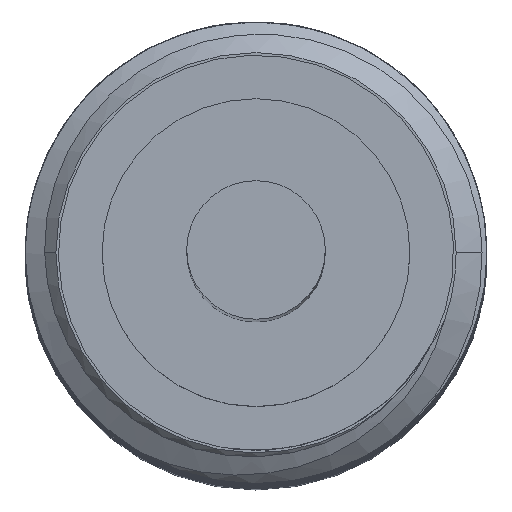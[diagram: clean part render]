
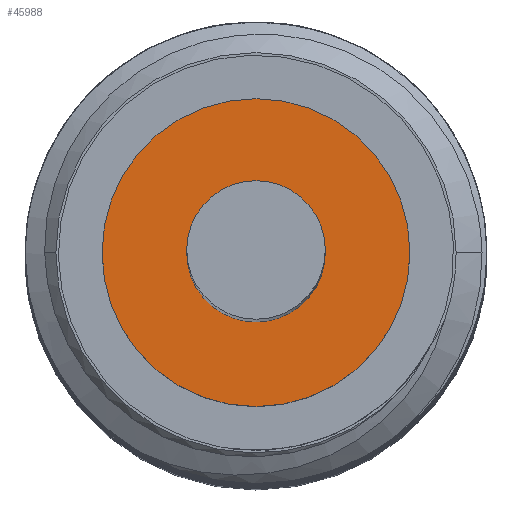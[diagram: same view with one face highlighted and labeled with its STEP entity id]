
A CAD part, top view. The second image highlights one B-rep face of the part: STEP entity #45988.
In plain terms, the highlighted planar face has unit normal (0, 0, 1).
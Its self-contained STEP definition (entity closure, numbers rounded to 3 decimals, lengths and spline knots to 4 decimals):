
#9839=CARTESIAN_POINT('',(0.,0.,21.));
#9840=DIRECTION('',(0.,0.,1.));
#9841=DIRECTION('',(-1.,0.,0.));
#9842=AXIS2_PLACEMENT_3D('',#9839,#9840,#9841);
#9844=CARTESIAN_POINT('',(0.,0.,21.));
#9845=DIRECTION('',(0.,0.,1.));
#9846=DIRECTION('',(1.,0.,0.));
#9847=AXIS2_PLACEMENT_3D('',#9844,#9845,#9846);
#9849=CARTESIAN_POINT('',(0.,0.,21.));
#9850=DIRECTION('',(0.,0.,-1.));
#9851=DIRECTION('',(1.,0.,0.));
#9852=AXIS2_PLACEMENT_3D('',#9849,#9850,#9851);
#9854=CARTESIAN_POINT('',(0.,0.,21.));
#9855=DIRECTION('',(0.,0.,-1.));
#9856=DIRECTION('',(-1.,0.,0.));
#9857=AXIS2_PLACEMENT_3D('',#9854,#9855,#9856);
#10287=CARTESIAN_POINT('',(-0.45,0.,21.));
#10288=VERTEX_POINT('',#10287);
#10398=CARTESIAN_POINT('',(0.45,0.,21.));
#10399=VERTEX_POINT('',#10398);
#10460=CARTESIAN_POINT('',(-1.,0.,21.));
#10461=VERTEX_POINT('',#10460);
#10469=CARTESIAN_POINT('',(1.,0.,21.));
#10470=VERTEX_POINT('',#10469);
#45973=CARTESIAN_POINT('',(0.,0.,21.));
#45974=DIRECTION('',(0.,0.,1.));
#45975=DIRECTION('',(1.,0.,0.));
#45976=AXIS2_PLACEMENT_3D('',#45973,#45974,#45975);
#45977=PLANE('',#45976);
#45978=ORIENTED_EDGE('',*,*,#45955,.F.);
#45979=ORIENTED_EDGE('',*,*,#45965,.F.);
#45980=EDGE_LOOP('',(#45978,#45979));
#45981=FACE_OUTER_BOUND('',#45980,.F.);
#45983=ORIENTED_EDGE('',*,*,#45982,.F.);
#45985=ORIENTED_EDGE('',*,*,#45984,.F.);
#45986=EDGE_LOOP('',(#45983,#45985));
#45987=FACE_BOUND('',#45986,.F.);
#9843=CIRCLE('',#9842,1.);
#9848=CIRCLE('',#9847,1.);
#9853=CIRCLE('',#9852,0.45);
#9858=CIRCLE('',#9857,0.45);
#45955=EDGE_CURVE('',#10461,#10470,#9843,.T.);
#45965=EDGE_CURVE('',#10470,#10461,#9848,.T.);
#45982=EDGE_CURVE('',#10399,#10288,#9853,.T.);
#45984=EDGE_CURVE('',#10288,#10399,#9858,.T.);
#45988=ADVANCED_FACE('',(#45981,#45987),#45977,.T.);
